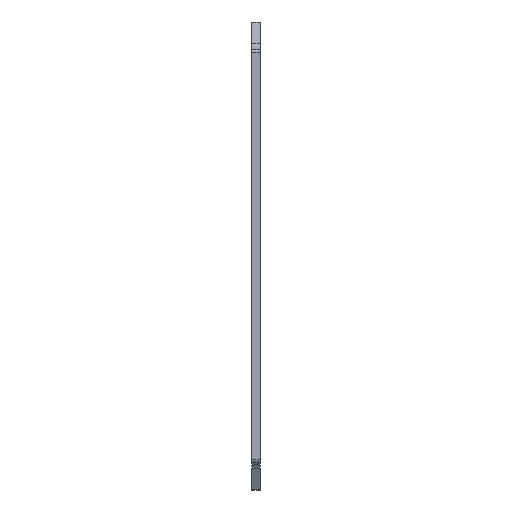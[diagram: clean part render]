
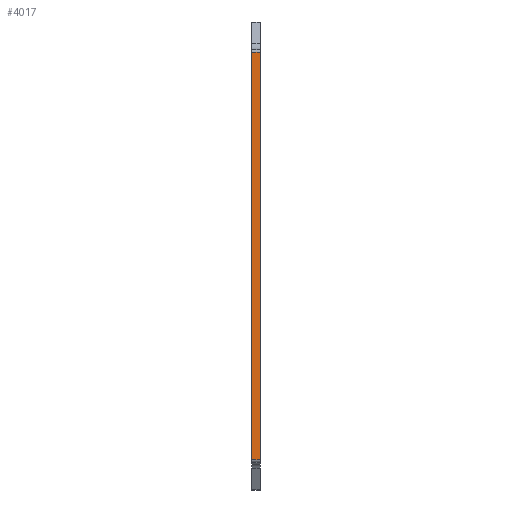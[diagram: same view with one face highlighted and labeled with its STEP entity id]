
A CAD part, left-side view. The second image highlights one B-rep face of the part: STEP entity #4017.
In plain terms, the highlighted planar face has unit normal (-1, 0, 0).
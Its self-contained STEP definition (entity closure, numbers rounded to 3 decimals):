
#371=FACE_OUTER_BOUND('',#577,.T.);
#577=EDGE_LOOP('',(#2767,#2768,#2769,#2770));
#859=LINE('',#5996,#1279);
#860=LINE('',#5999,#1280);
#861=LINE('',#6001,#1281);
#862=LINE('',#6002,#1282);
#1279=VECTOR('',#4769,10.);
#1280=VECTOR('',#4772,10.);
#1281=VECTOR('',#4773,10.);
#1282=VECTOR('',#4774,10.);
#1691=VERTEX_POINT('',#5992);
#1692=VERTEX_POINT('',#5994);
#1693=VERTEX_POINT('',#5998);
#1694=VERTEX_POINT('',#6000);
#2127=EDGE_CURVE('',#1692,#1691,#859,.T.);
#2128=EDGE_CURVE('',#1691,#1693,#860,.T.);
#2129=EDGE_CURVE('',#1694,#1692,#861,.T.);
#2130=EDGE_CURVE('',#1694,#1693,#862,.T.);
#2767=ORIENTED_EDGE('',*,*,#2128,.F.);
#2768=ORIENTED_EDGE('',*,*,#2127,.F.);
#2769=ORIENTED_EDGE('',*,*,#2129,.F.);
#2770=ORIENTED_EDGE('',*,*,#2130,.T.);
#3897=PLANE('',#4257);
#4017=ADVANCED_FACE('',(#371),#3897,.F.);
#4257=AXIS2_PLACEMENT_3D('',#5997,#4770,#4771);
#4769=DIRECTION('',(0.,-1.,0.));
#4770=DIRECTION('center_axis',(1.,0.,0.));
#4771=DIRECTION('ref_axis',(0.,0.,
1.));
#4772=DIRECTION('',(0.,0.,-1.));
#4773=DIRECTION('',(0.,0.,1.));
#4774=DIRECTION('',(0.,-1.,0.));
#5992=CARTESIAN_POINT('',(-28.313,-18.175,129.85));
#5994=CARTESIAN_POINT('',(-28.313,-16.675,129.85));
#5996=CARTESIAN_POINT('',(-28.313,-16.675,129.85));
#5997=CARTESIAN_POINT('Origin',(-28.313,-16.675,55.7));
#5998=CARTESIAN_POINT('',(-28.313,-18.175,55.7));
#5999=CARTESIAN_POINT('',(-28.313,-18.175,74.238));
#6000=CARTESIAN_POINT('',(-28.313,-16.675,55.7));
#6001=CARTESIAN_POINT('',(-28.313,-16.675,74.238));
#6002=CARTESIAN_POINT('',(-28.313,-16.675,55.7));
